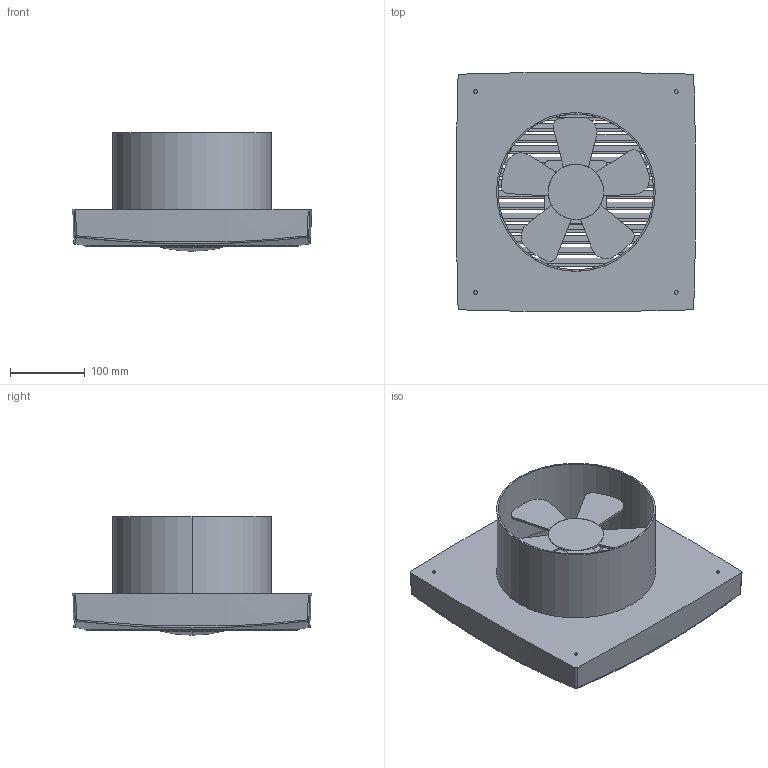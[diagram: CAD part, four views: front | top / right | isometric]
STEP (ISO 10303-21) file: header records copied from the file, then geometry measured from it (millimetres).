
FILE_DESCRIPTION (( 'STEP AP214' ), '1' );
FILE_NAME ('EN 20.STEP', '2017-03-06T20:02:11', ( 'CADnetwork' ), ( '' ), 'SwSTEP 2.0', 'SolidWorks 2012', '' );
FILE_SCHEMA (( 'AUTOMOTIVE_DESIGN' ));
Length unit declared in the file: millimetre
Products named in the file (1): EN 20
Bounding box: 319.7 x 319.4 x 158 mm (x, y, z)
Volume: 3595417.9 mm3; surface area: 548141.1 mm2
Topology: 1 solids, 1 shells, 190 faces, 520 edges, 337 vertices
Faces by surface type: plane 115, cylinder 46, sphere 10, bspline 8, torus 6, cone 5
Entity records: 6462 total; most frequent: CARTESIAN_POINT 1649, ORIENTED_EDGE 1040, DIRECTION 1004, EDGE_CURVE 520, AXIS2_PLACEMENT_3D 410, VERTEX_POINT 337, EDGE_LOOP 237, CIRCLE 227
